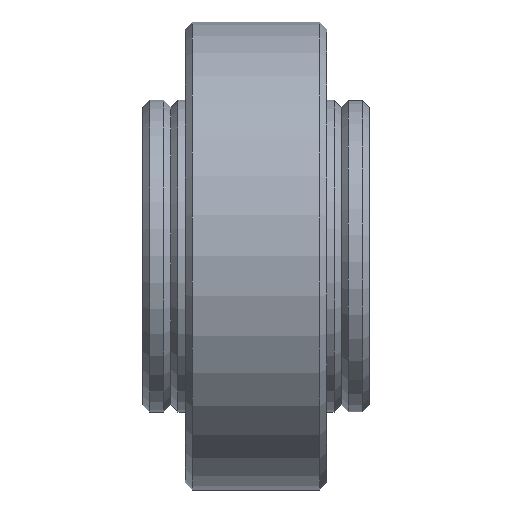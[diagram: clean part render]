
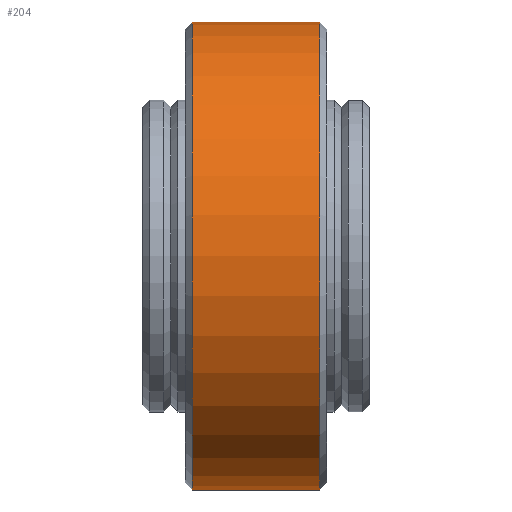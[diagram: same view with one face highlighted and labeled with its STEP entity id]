
A CAD part, top view. The second image highlights one B-rep face of the part: STEP entity #204.
In plain terms, the highlighted cylindrical face has radius 16.5 mm (diameter 33 mm), a full revolution.
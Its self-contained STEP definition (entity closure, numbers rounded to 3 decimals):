
#204 = ADVANCED_FACE( '', ( #385, #386 ), #387, .T. );
#385 = FACE_OUTER_BOUND( '', #582, .T. );
#386 = FACE_OUTER_BOUND( '', #583, .T. );
#387 = CYLINDRICAL_SURFACE( '', #584, 16.5 );
#582 = EDGE_LOOP( '', ( #832 ) );
#583 = EDGE_LOOP( '', ( #833 ) );
#584 = AXIS2_PLACEMENT_3D( '', #834, #835, #836 );
#832 = ORIENTED_EDGE( '', *, *, #1097, .T. );
#833 = ORIENTED_EDGE( '', *, *, #1059, .T. );
#834 = CARTESIAN_POINT( '', ( -60., 0., 0. ) );
#835 = DIRECTION( '', ( 1., 0., 0. ) );
#836 = DIRECTION( '', ( 0., 0., 1. ) );
#1059 = EDGE_CURVE( '', #1200, #1200, #1201, .F. );
#1097 = EDGE_CURVE( '', #1259, #1259, #1260, .T. );
#1200 = VERTEX_POINT( '', #1393 );
#1201 = CIRCLE( '', #1394, 16.5 );
#1259 = VERTEX_POINT( '', #1461 );
#1260 = CIRCLE( '', #1462, 16.5 );
#1393 = CARTESIAN_POINT( '', ( 1.5, 0., 16.5 ) );
#1394 = AXIS2_PLACEMENT_3D( '', #1575, #1576, #1577 );
#1461 = CARTESIAN_POINT( '', ( 10.5, 0., 16.5 ) );
#1462 = AXIS2_PLACEMENT_3D( '', #1629, #1630, #1631 );
#1575 = CARTESIAN_POINT( '', ( 1.5, 0., 0. ) );
#1576 = DIRECTION( '', ( -1., 0., 0. ) );
#1577 = DIRECTION( '', ( 0., 0., 1. ) );
#1629 = CARTESIAN_POINT( '', ( 10.5, 0., 0. ) );
#1630 = DIRECTION( '', ( -1., 0., 0. ) );
#1631 = DIRECTION( '', ( 0., 0., 1. ) );
